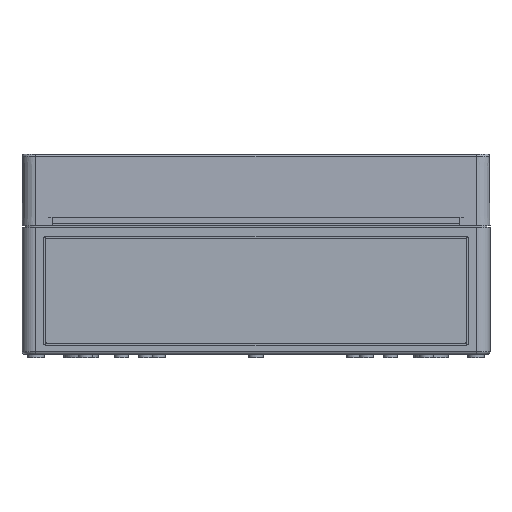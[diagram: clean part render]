
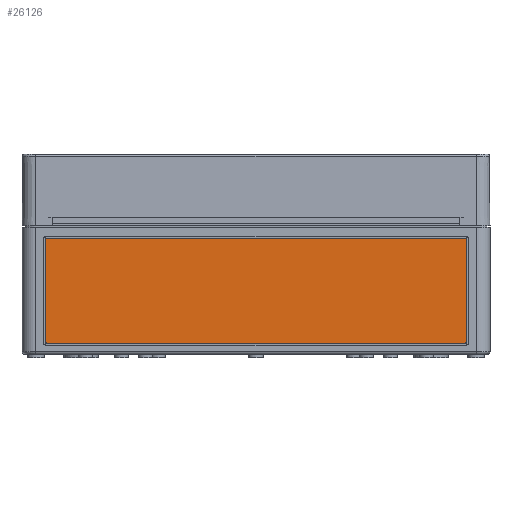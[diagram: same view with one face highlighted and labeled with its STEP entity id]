
A CAD part, front view. The second image highlights one B-rep face of the part: STEP entity #26126.
In plain terms, the highlighted planar face has unit normal (0, -1, 0).
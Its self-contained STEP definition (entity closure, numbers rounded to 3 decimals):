
#271 = FACE_OUTER_BOUND ( 'NONE', #24268, .T. ) ;
#1728 = CARTESIAN_POINT ( 'NONE',  ( -127., -180.5, -73. ) ) ;
#1930 = CARTESIAN_POINT ( 'NONE',  ( 114., -180.5, -8.5 ) ) ;
#2010 = ORIENTED_EDGE ( 'NONE', *, *, #33782, .F. ) ;
#2565 = AXIS2_PLACEMENT_3D ( 'NONE', #7089, #27387, #9995 ) ;
#2669 = AXIS2_PLACEMENT_3D ( 'NONE', #6974, #27279, #9889 ) ;
#3006 = CARTESIAN_POINT ( 'NONE',  ( -114., -180.5, -64.5 ) ) ;
#3123 = VERTEX_POINT ( 'NONE', #21991 ) ;
#4129 = VERTEX_POINT ( 'NONE', #18102 ) ;
#4627 = DIRECTION ( 'NONE',  ( 0., -1., 0. ) ) ;
#4691 = VERTEX_POINT ( 'NONE', #27807 ) ;
#4830 = DIRECTION ( 'NONE',  ( 0., 0., -1. ) ) ;
#5664 = DIRECTION ( 'NONE',  ( 1., 0., 0. ) ) ;
#5689 = EDGE_CURVE ( 'NONE', #17314, #3123, #24939, .T. ) ;
#6134 = VERTEX_POINT ( 'NONE', #33343 ) ;
#6974 = CARTESIAN_POINT ( 'NONE',  ( -113.5, -180.5, -8.5 ) ) ;
#7089 = CARTESIAN_POINT ( 'NONE',  ( 113.5, -180.5, -64.5 ) ) ;
#7424 = LINE ( 'NONE', #32256, #29684 ) ;
#7752 = ORIENTED_EDGE ( 'NONE', *, *, #5689, .F. ) ;
#8342 = CIRCLE ( 'NONE', #2669, 0.5 ) ;
#8570 = LINE ( 'NONE', #23046, #24024 ) ;
#9472 = CARTESIAN_POINT ( 'NONE',  ( -113.5, -180.5, -64.5 ) ) ;
#9516 = EDGE_CURVE ( 'NONE', #23670, #35193, #8342, .T. ) ;
#9889 = DIRECTION ( 'NONE',  ( 0., 0., 1. ) ) ;
#9995 = DIRECTION ( 'NONE',  ( 0., 0., 1. ) ) ;
#10951 = CARTESIAN_POINT ( 'NONE',  ( -113.5, -180.5, -8. ) ) ;
#12390 = DIRECTION ( 'NONE',  ( 0., 0., 1. ) ) ;
#14062 = EDGE_CURVE ( 'NONE', #35193, #17314, #8570, .T. ) ;
#14770 = VECTOR ( 'NONE', #20373, 1000. ) ;
#15560 = ORIENTED_EDGE ( 'NONE', *, *, #25914, .F. ) ;
#15599 = ORIENTED_EDGE ( 'NONE', *, *, #32615, .F. ) ;
#15674 = LINE ( 'NONE', #3006, #14770 ) ;
#16825 = DIRECTION ( 'NONE',  ( 0., 1., 0. ) ) ;
#16975 = CARTESIAN_POINT ( 'NONE',  ( 113.5, -180.5, -8. ) ) ;
#17314 = VERTEX_POINT ( 'NONE', #16975 ) ;
#17526 = VERTEX_POINT ( 'NONE', #35384 ) ;
#17761 = DIRECTION ( 'NONE',  ( -1., 0., 0. ) ) ;
#18102 = CARTESIAN_POINT ( 'NONE',  ( -114., -180.5, -64.5 ) ) ;
#20342 = ORIENTED_EDGE ( 'NONE', *, *, #36324, .F. ) ;
#20373 = DIRECTION ( 'NONE',  ( 0., 0., 1. ) ) ;
#20550 = AXIS2_PLACEMENT_3D ( 'NONE', #1728, #4627, #24929 ) ;
#21012 = VECTOR ( 'NONE', #4830, 1000. ) ;
#21991 = CARTESIAN_POINT ( 'NONE',  ( 114., -180.5, -8.5 ) ) ;
#21996 = PLANE ( 'NONE',  #20550 ) ;
#22723 = EDGE_CURVE ( 'NONE', #3123, #4691, #36472, .T. ) ;
#23046 = CARTESIAN_POINT ( 'NONE',  ( -113.5, -180.5, -8. ) ) ;
#23670 = VERTEX_POINT ( 'NONE', #33349 ) ;
#24024 = VECTOR ( 'NONE', #5664, 1000. ) ;
#24268 = EDGE_LOOP ( 'NONE', ( #28167, #15599, #15560, #2010, #20342, #28837, #7752, #29547 ) ) ;
#24929 = DIRECTION ( 'NONE',  ( 0., 0., -1. ) ) ;
#24939 = CIRCLE ( 'NONE', #25908, 0.5 ) ;
#25908 = AXIS2_PLACEMENT_3D ( 'NONE', #34246, #16825, #37153 ) ;
#25914 = EDGE_CURVE ( 'NONE', #17526, #4129, #29799, .T. ) ;
#26126 = ADVANCED_FACE ( 'NONE', ( #271 ), #21996, .T. ) ;
#27147 = AXIS2_PLACEMENT_3D ( 'NONE', #9472, #29781, #12390 ) ;
#27279 = DIRECTION ( 'NONE',  ( 0., 1., 0. ) ) ;
#27387 = DIRECTION ( 'NONE',  ( 0., 1., 0. ) ) ;
#27807 = CARTESIAN_POINT ( 'NONE',  ( 114., -180.5, -64.5 ) ) ;
#28167 = ORIENTED_EDGE ( 'NONE', *, *, #9516, .F. ) ;
#28837 = ORIENTED_EDGE ( 'NONE', *, *, #22723, .F. ) ;
#29547 = ORIENTED_EDGE ( 'NONE', *, *, #14062, .F. ) ;
#29684 = VECTOR ( 'NONE', #17761, 1000. ) ;
#29781 = DIRECTION ( 'NONE',  ( 0., 1., 0. ) ) ;
#29799 = CIRCLE ( 'NONE', #27147, 0.5 ) ;
#31705 = CIRCLE ( 'NONE', #2565, 0.5 ) ;
#32256 = CARTESIAN_POINT ( 'NONE',  ( 113.5, -180.5, -65. ) ) ;
#32615 = EDGE_CURVE ( 'NONE', #4129, #23670, #15674, .T. ) ;
#33343 = CARTESIAN_POINT ( 'NONE',  ( 113.5, -180.5, -65. ) ) ;
#33349 = CARTESIAN_POINT ( 'NONE',  ( -114., -180.5, -8.5 ) ) ;
#33782 = EDGE_CURVE ( 'NONE', #6134, #17526, #7424, .T. ) ;
#34246 = CARTESIAN_POINT ( 'NONE',  ( 113.5, -180.5, -8.5 ) ) ;
#35193 = VERTEX_POINT ( 'NONE', #10951 ) ;
#35384 = CARTESIAN_POINT ( 'NONE',  ( -113.5, -180.5, -65. ) ) ;
#36324 = EDGE_CURVE ( 'NONE', #4691, #6134, #31705, .T. ) ;
#36472 = LINE ( 'NONE', #1930, #21012 ) ;
#37153 = DIRECTION ( 'NONE',  ( 0., 0., 1. ) ) ;
